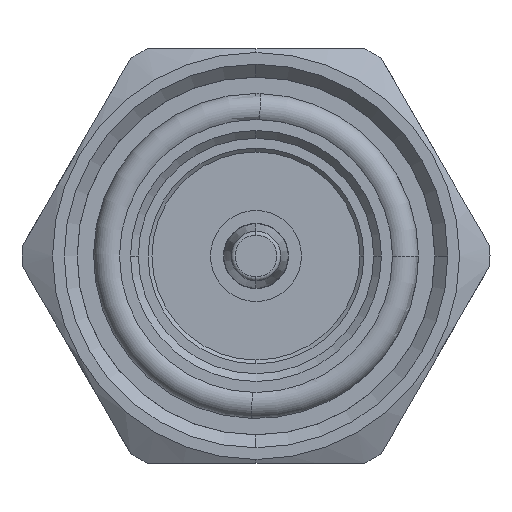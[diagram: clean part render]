
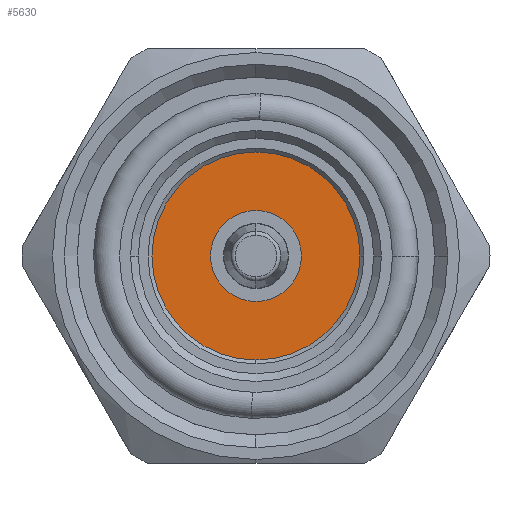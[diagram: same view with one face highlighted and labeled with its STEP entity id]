
A CAD part, left-side view. The second image highlights one B-rep face of the part: STEP entity #5630.
In plain terms, the highlighted planar face has unit normal (-1, 0, 0).
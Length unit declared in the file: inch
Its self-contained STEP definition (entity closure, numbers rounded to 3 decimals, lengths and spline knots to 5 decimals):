
#1304 = DIRECTION ( 'NONE',  ( -1., 0., 0. ) ) ;
#1714 = CARTESIAN_POINT ( 'NONE',  ( 0.41732, 0., -0.1378 ) ) ;
#1917 = CARTESIAN_POINT ( 'NONE',  ( 0.41732, 0., 0. ) ) ;
#2486 = ORIENTED_EDGE ( 'NONE', *, *, #17240, .T. ) ;
#2519 = CARTESIAN_POINT ( 'NONE',  ( 0.41732, 0., -0.31496 ) ) ;
#2624 = EDGE_CURVE ( 'NONE', #3730, #6887, #11233, .T. ) ;
#3730 = VERTEX_POINT ( 'NONE', #1714 ) ;
#3836 = AXIS2_PLACEMENT_3D ( 'NONE', #1917, #30274, #34267 ) ;
#3843 = EDGE_LOOP ( 'NONE', ( #22399, #2486 ) ) ;
#4808 = DIRECTION ( 'NONE',  ( -1., 0., 0. ) ) ;
#5630 = ADVANCED_FACE ( 'NONE', ( #5850, #31683 ), #21812, .F. ) ;
#5850 = FACE_BOUND ( 'NONE', #7089, .T. ) ;
#6058 = DIRECTION ( 'NONE',  ( 0., 0., -1. ) ) ;
#6153 = CARTESIAN_POINT ( 'NONE',  ( 0.41732, 0., 0.31496 ) ) ;
#6887 = VERTEX_POINT ( 'NONE', #26006 ) ;
#7089 = EDGE_LOOP ( 'NONE', ( #17441, #17249 ) ) ;
#9798 = CARTESIAN_POINT ( 'NONE',  ( 0.41732, 0., 0. ) ) ;
#9845 = AXIS2_PLACEMENT_3D ( 'NONE', #20633, #1304, #23156 ) ;
#11233 = CIRCLE ( 'NONE', #3836, 0.1378 ) ;
#15116 = CARTESIAN_POINT ( 'NONE',  ( 0.41732, 0.1378, 0. ) ) ;
#15899 = CIRCLE ( 'NONE', #9845, 0.31496 ) ;
#16111 = EDGE_CURVE ( 'NONE', #37113, #31288, #23229, .T. ) ;
#16676 = CIRCLE ( 'NONE', #22032, 0.1378 ) ;
#17240 = EDGE_CURVE ( 'NONE', #31288, #37113, #15899, .T. ) ;
#17249 = ORIENTED_EDGE ( 'NONE', *, *, #28795, .F. ) ;
#17441 = ORIENTED_EDGE ( 'NONE', *, *, #2624, .F. ) ;
#20633 = CARTESIAN_POINT ( 'NONE',  ( 0.41732, 0., 0. ) ) ;
#21812 = PLANE ( 'NONE',  #35553 ) ;
#22022 = DIRECTION ( 'NONE',  ( 1., 0., 0. ) ) ;
#22032 = AXIS2_PLACEMENT_3D ( 'NONE', #9798, #32277, #22619 ) ;
#22399 = ORIENTED_EDGE ( 'NONE', *, *, #16111, .T. ) ;
#22619 = DIRECTION ( 'NONE',  ( 0., 0., 1. ) ) ;
#23156 = DIRECTION ( 'NONE',  ( 0., 0., 1. ) ) ;
#23229 = CIRCLE ( 'NONE', #34622, 0.31496 ) ;
#26006 = CARTESIAN_POINT ( 'NONE',  ( 0.41732, 0., 0.1378 ) ) ;
#27306 = CARTESIAN_POINT ( 'NONE',  ( 0.41732, 0., 0. ) ) ;
#28795 = EDGE_CURVE ( 'NONE', #6887, #3730, #16676, .T. ) ;
#30274 = DIRECTION ( 'NONE',  ( -1., 0., 0. ) ) ;
#31288 = VERTEX_POINT ( 'NONE', #6153 ) ;
#31683 = FACE_OUTER_BOUND ( 'NONE', #3843, .T. ) ;
#32277 = DIRECTION ( 'NONE',  ( -1., 0., 0. ) ) ;
#34267 = DIRECTION ( 'NONE',  ( 0., 0., 1. ) ) ;
#34622 = AXIS2_PLACEMENT_3D ( 'NONE', #27306, #4808, #38697 ) ;
#35553 = AXIS2_PLACEMENT_3D ( 'NONE', #15116, #22022, #6058 ) ;
#37113 = VERTEX_POINT ( 'NONE', #2519 ) ;
#38697 = DIRECTION ( 'NONE',  ( 0., 0., 1. ) ) ;
